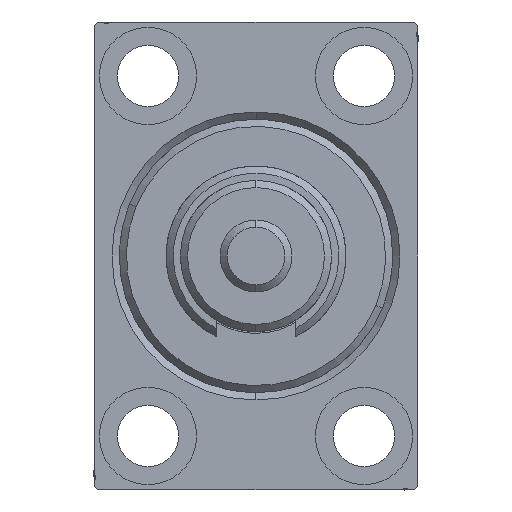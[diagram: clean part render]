
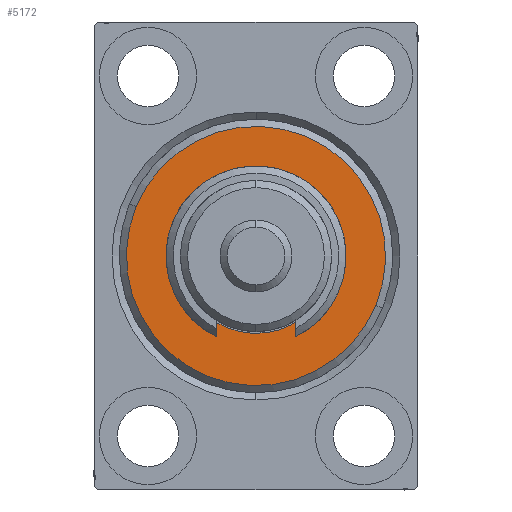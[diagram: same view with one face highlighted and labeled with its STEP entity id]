
A CAD part, left-side view. The second image highlights one B-rep face of the part: STEP entity #5172.
In plain terms, the highlighted face is planar.
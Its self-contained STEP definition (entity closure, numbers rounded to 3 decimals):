
#18 = EDGE_LOOP ( 'NONE', ( #30235, #23394 ) ) ;
#245 = DIRECTION ( 'NONE',  ( 0., 0., -1. ) ) ;
#2184 = DIRECTION ( 'NONE',  ( 1., 0., 0. ) ) ;
#4286 = ORIENTED_EDGE ( 'NONE', *, *, #13069, .T. ) ;
#4865 = CARTESIAN_POINT ( 'NONE',  ( 3., 0., -10.75 ) ) ;
#5172 = ADVANCED_FACE ( 'NONE', ( #20813, #17030 ), #9026, .T. ) ;
#6565 = AXIS2_PLACEMENT_3D ( 'NONE', #34494, #2184, #38261 ) ;
#9026 = PLANE ( 'NONE',  #6565 ) ;
#9920 = CARTESIAN_POINT ( 'NONE',  ( 3., 0., -18. ) ) ;
#10262 = DIRECTION ( 'NONE',  ( 0., 0., -1. ) ) ;
#12351 = CARTESIAN_POINT ( 'NONE',  ( 3., 0., 18. ) ) ;
#13069 = EDGE_CURVE ( 'NONE', #19570, #14226, #42803, .T. ) ;
#14226 = VERTEX_POINT ( 'NONE', #4865 ) ;
#14462 = AXIS2_PLACEMENT_3D ( 'NONE', #32669, #21362, #10262 ) ;
#15380 = CARTESIAN_POINT ( 'NONE',  ( 3., 0., 10.75 ) ) ;
#17030 = FACE_BOUND ( 'NONE', #33545, .T. ) ;
#17350 = VERTEX_POINT ( 'NONE', #12351 ) ;
#19570 = VERTEX_POINT ( 'NONE', #15380 ) ;
#20813 = FACE_OUTER_BOUND ( 'NONE', #18, .T. ) ;
#21362 = DIRECTION ( 'NONE',  ( -1., 0., 0. ) ) ;
#23196 = AXIS2_PLACEMENT_3D ( 'NONE', #42686, #32543, #245 ) ;
#23394 = ORIENTED_EDGE ( 'NONE', *, *, #40677, .T. ) ;
#26674 = CARTESIAN_POINT ( 'NONE',  ( 3., 0., 0. ) ) ;
#28047 = CIRCLE ( 'NONE', #14462, 10.75 ) ;
#29490 = CIRCLE ( 'NONE', #36249, 18. ) ;
#30235 = ORIENTED_EDGE ( 'NONE', *, *, #31315, .T. ) ;
#30458 = DIRECTION ( 'NONE',  ( -1., 0., 0. ) ) ;
#31286 = VERTEX_POINT ( 'NONE', #9920 ) ;
#31315 = EDGE_CURVE ( 'NONE', #17350, #31286, #35981, .T. ) ;
#32543 = DIRECTION ( 'NONE',  ( 1., 0., 0. ) ) ;
#32669 = CARTESIAN_POINT ( 'NONE',  ( 3., 0., 0. ) ) ;
#33545 = EDGE_LOOP ( 'NONE', ( #4286, #36217 ) ) ;
#34494 = CARTESIAN_POINT ( 'NONE',  ( 3., 0., 0. ) ) ;
#34596 = DIRECTION ( 'NONE',  ( 0., 0., -1. ) ) ;
#35981 = CIRCLE ( 'NONE', #23196, 18. ) ;
#36217 = ORIENTED_EDGE ( 'NONE', *, *, #46094, .T. ) ;
#36249 = AXIS2_PLACEMENT_3D ( 'NONE', #45663, #42366, #34596 ) ;
#37568 = AXIS2_PLACEMENT_3D ( 'NONE', #26674, #30458, #41051 ) ;
#38261 = DIRECTION ( 'NONE',  ( 0., 0., -1. ) ) ;
#40677 = EDGE_CURVE ( 'NONE', #31286, #17350, #29490, .T. ) ;
#41051 = DIRECTION ( 'NONE',  ( 0., 0., -1. ) ) ;
#42366 = DIRECTION ( 'NONE',  ( 1., 0., 0. ) ) ;
#42686 = CARTESIAN_POINT ( 'NONE',  ( 3., 0., 0. ) ) ;
#42803 = CIRCLE ( 'NONE', #37568, 10.75 ) ;
#45663 = CARTESIAN_POINT ( 'NONE',  ( 3., 0., 0. ) ) ;
#46094 = EDGE_CURVE ( 'NONE', #14226, #19570, #28047, .T. ) ;
